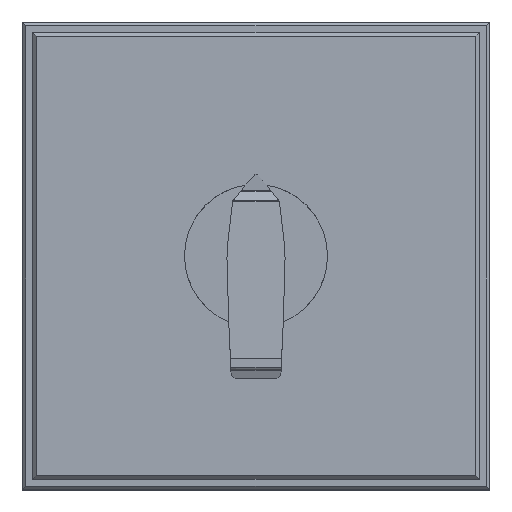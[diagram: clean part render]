
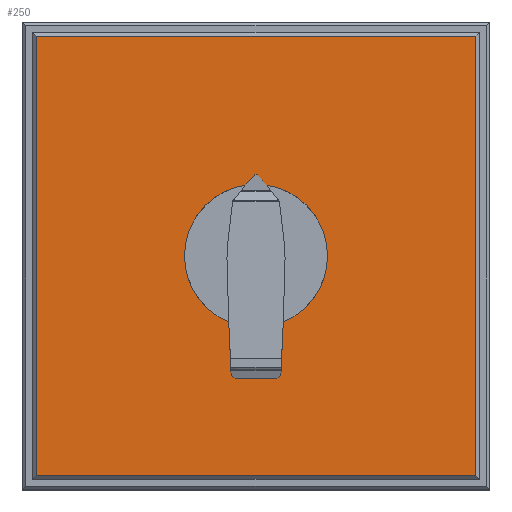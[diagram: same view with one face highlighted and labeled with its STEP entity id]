
A CAD part, top view. The second image highlights one B-rep face of the part: STEP entity #250.
In plain terms, the highlighted planar face has unit normal (0, 0, 1).
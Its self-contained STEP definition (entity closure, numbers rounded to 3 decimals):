
#170=CARTESIAN_POINT('',(-42.292,-42.292,55.5));
#171=VERTEX_POINT('',#170);
#172=CARTESIAN_POINT('',(-42.292,42.292,55.5));
#173=VERTEX_POINT('',#172);
#174=CARTESIAN_POINT('',(-42.292,-42.292,55.5));
#175=DIRECTION('',(0.0,1.0,0.0));
#176=VECTOR('',#175,84.583);
#177=LINE('',#174,#176);
#178=EDGE_CURVE('',#171,#173,#177,.T.);
#201=CARTESIAN_POINT('',(42.292,42.292,55.5));
#202=VERTEX_POINT('',#201);
#203=CARTESIAN_POINT('',(-42.292,42.292,55.5));
#204=DIRECTION('',(1.0,0.0,0.0));
#205=VECTOR('',#204,84.583);
#206=LINE('',#203,#205);
#207=EDGE_CURVE('',#173,#202,#206,.T.);
#227=CARTESIAN_POINT('',(12.5,12.5,55.5));
#228=DIRECTION('',(0.0,0.0,1.0));
#229=DIRECTION('',(1.0,0.0,0.0));
#230=AXIS2_PLACEMENT_3D('',#227,#228,#229);
#231=PLANE('',#230);
#232=CARTESIAN_POINT('',(42.292,-42.292,55.5));
#233=VERTEX_POINT('',#232);
#234=CARTESIAN_POINT('',(42.292,-42.292,55.5));
#235=DIRECTION('',(-1.0,0.0,0.0));
#236=VECTOR('',#235,84.583);
#237=LINE('',#234,#236);
#238=EDGE_CURVE('',#233,#171,#237,.T.);
#239=ORIENTED_EDGE('',*,*,#238,.F.);
#240=CARTESIAN_POINT('',(42.292,42.292,55.5));
#241=DIRECTION('',(0.0,-1.0,0.0));
#242=VECTOR('',#241,84.583);
#243=LINE('',#240,#242);
#244=EDGE_CURVE('',#202,#233,#243,.T.);
#245=ORIENTED_EDGE('',*,*,#244,.F.);
#246=ORIENTED_EDGE('',*,*,#207,.F.);
#247=ORIENTED_EDGE('',*,*,#178,.F.);
#248=EDGE_LOOP('',(#239,#245,#246,#247));
#249=FACE_OUTER_BOUND('',#248,.T.);
#250=ADVANCED_FACE('',(#249),#231,.T.);
